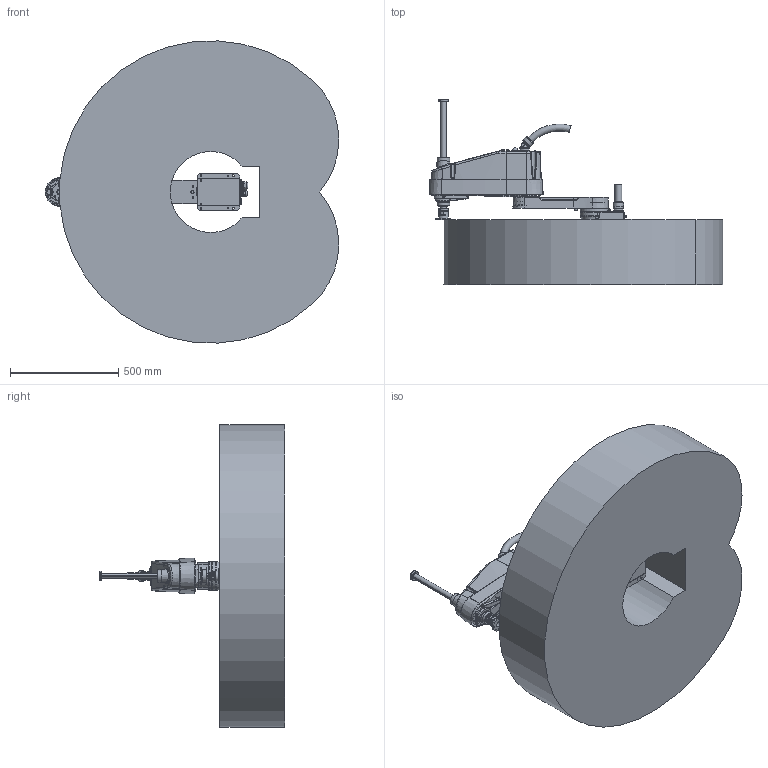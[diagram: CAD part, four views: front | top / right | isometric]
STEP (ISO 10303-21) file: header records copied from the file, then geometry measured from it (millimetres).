
FILE_DESCRIPTION (( 'STEP AP203' ), '1' );
FILE_NAME ('GBT-S10A-700.3-仿真模型(带运动范围).STEP', '2025-03-31T07:19:21', ( '' ), ( '' ), 'SwSTEP 2.0', 'SolidWorks 2020', '' );
FILE_SCHEMA (( 'CONFIG_CONTROL_DESIGN' ));
Length unit declared in the file: millimetre
Products named in the file (6): GBT-S10A-700.3毓峓芞; GBT-S10A-400.00_defeature; GBT-S10A-800-100_defeature; GBT-S10A-700-200_defeature; GBT-S10A-700.3-仿真模型(带运动范围); GBT-S10A-800-300.00_defeature
Assembly tree (5 placements, depth 2):
  GBT-S10A-700.3-仿真模型(带运动范围)
    GBT-S10A-800-100_defeature
    GBT-S10A-700-200_defeature
    GBT-S10A-800-300.00_defeature
    GBT-S10A-400.00_defeature
    GBT-S10A-700.3毓峓芞
Bounding box: 1358.18 x 858 x 1398.22 mm (x, y, z)
Volume: 416295207.8 mm3; surface area: 5754136.4 mm2
Topology: 5 solids, 6 shells, 1936 faces, 4730 edges, 2930 vertices
Faces by surface type: plane 792, cylinder 533, bspline 227, cone 216, torus 133, sphere 35
Full cylindrical faces by diameter (mm): 3 x4, 3.3 x8, 4 x16, 4.2 x3, 5 x6, 5.5 x28, 5.6 x5, 6 x3, 6.6 x4, 6.8 x7, 7 x18, 7.5 x6, 7.9 x3, 8 x6, 8.5 x3, 8.6 x3, 8.8 x9, 9 x5, 11 x12, 12 x1, 13 x2, 13.379 x1, 14 x2, 16 x2, 18 x3, 20 x1, 22 x1, 25 x1, 25.1 x1, 25.7 x2
Entity records: 64983 total; most frequent: CARTESIAN_POINT 22485, DIRECTION 8552, ORIENTED_EDGE 8466, EDGE_CURVE 4233, AXIS2_PLACEMENT_3D 3426, VERTEX_POINT 2796, EDGE_LOOP 2511, FACE_OUTER_BOUND 2204
